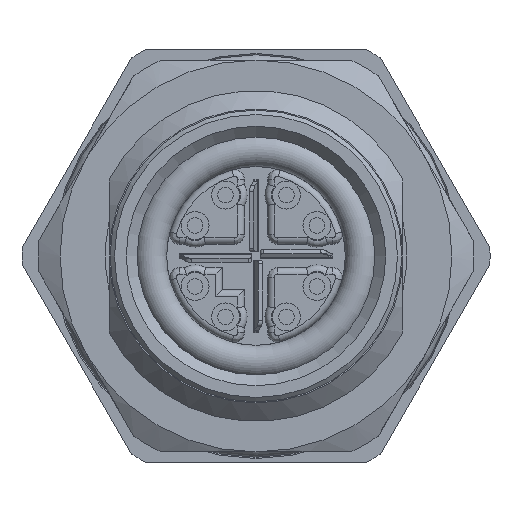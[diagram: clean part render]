
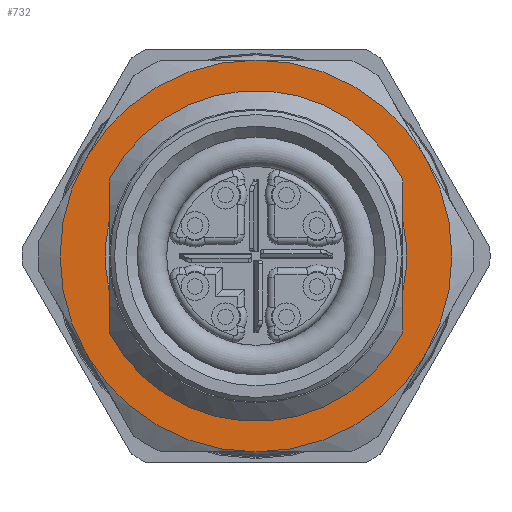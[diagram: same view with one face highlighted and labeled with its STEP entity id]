
A CAD part, front view. The second image highlights one B-rep face of the part: STEP entity #732.
In plain terms, the highlighted planar face has unit normal (0, -1, 0).
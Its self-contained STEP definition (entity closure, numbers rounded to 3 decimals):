
#732=ADVANCED_FACE('',(#1831,#1832),#933,.F.);
#933=PLANE('',#5609);
#1015=LINE('',#7578,#1388);
#1016=LINE('',#7588,#1389);
#1023=LINE('',#7602,#1396);
#1031=LINE('',#7618,#1404);
#1388=VECTOR('',#5905,1.);
#1389=VECTOR('',#5906,1.);
#1396=VECTOR('',#5915,1.);
#1404=VECTOR('',#5923,1.);
#1831=FACE_BOUND('',#2130,.T.);
#1832=FACE_BOUND('',#2131,.T.);
#2130=EDGE_LOOP('',(#3176,#3177,#3178,#3179,#3180,#3181,#3182,#3183));
#2131=EDGE_LOOP('',(#3184,#3185,#3186,#3187,#3188,#3189));
#3176=ORIENTED_EDGE('',*,*,#4265,.F.);
#3177=ORIENTED_EDGE('',*,*,#4253,.T.);
#3178=ORIENTED_EDGE('',*,*,#4280,.T.);
#3179=ORIENTED_EDGE('',*,*,#4685,.F.);
#3180=ORIENTED_EDGE('',*,*,#4272,.T.);
#3181=ORIENTED_EDGE('',*,*,#4257,.T.);
#3182=ORIENTED_EDGE('',*,*,#4262,.F.);
#3183=ORIENTED_EDGE('',*,*,#4686,.F.);
#3184=ORIENTED_EDGE('',*,*,#4687,.F.);
#3185=ORIENTED_EDGE('',*,*,#4688,.F.);
#3186=ORIENTED_EDGE('',*,*,#4689,.F.);
#3187=ORIENTED_EDGE('',*,*,#4690,.F.);
#3188=ORIENTED_EDGE('',*,*,#4691,.F.);
#3189=ORIENTED_EDGE('',*,*,#4692,.F.);
#3768=VERTEX_POINT('',#7558);
#3769=VERTEX_POINT('',#7559);
#3772=VERTEX_POINT('',#7567);
#3773=VERTEX_POINT('',#7568);
#3777=VERTEX_POINT('',#7577);
#3779=VERTEX_POINT('',#7589);
#3785=VERTEX_POINT('',#7603);
#3792=VERTEX_POINT('',#7617);
#4048=VERTEX_POINT('',#8972);
#4049=VERTEX_POINT('',#8973);
#4050=VERTEX_POINT('',#8975);
#4051=VERTEX_POINT('',#8977);
#4052=VERTEX_POINT('',#8979);
#4053=VERTEX_POINT('',#8981);
#4253=EDGE_CURVE('',#3768,#3769,#4951,.T.);
#4257=EDGE_CURVE('',#3772,#3773,#4953,.T.);
#4262=EDGE_CURVE('',#3777,#3773,#1015,.T.);
#4265=EDGE_CURVE('',#3768,#3779,#1016,.T.);
#4272=EDGE_CURVE('',#3785,#3772,#1023,.T.);
#4280=EDGE_CURVE('',#3769,#3792,#1031,.T.);
#4685=EDGE_CURVE('',#3785,#3792,#5123,.T.);
#4686=EDGE_CURVE('',#3779,#3777,#5124,.T.);
#4687=EDGE_CURVE('',#4048,#4049,#5125,.T.);
#4688=EDGE_CURVE('',#4050,#4048,#5126,.T.);
#4689=EDGE_CURVE('',#4051,#4050,#5127,.T.);
#4690=EDGE_CURVE('',#4052,#4051,#5128,.T.);
#4691=EDGE_CURVE('',#4053,#4052,#5129,.T.);
#4692=EDGE_CURVE('',#4049,#4053,#5130,.T.);
#4951=CIRCLE('',#5246,7.6);
#4953=CIRCLE('',#5249,7.6);
#5123=CIRCLE('',#5600,6.93);
#5124=CIRCLE('',#5602,6.93);
#5125=CIRCLE('',#5603,9.);
#5126=CIRCLE('',#5604,9.);
#5127=CIRCLE('',#5605,9.);
#5128=CIRCLE('',#5606,9.);
#5129=CIRCLE('',#5607,9.);
#5130=CIRCLE('',#5608,9.);
#5246=AXIS2_PLACEMENT_3D('',#7557,#5888,#5889);
#5249=AXIS2_PLACEMENT_3D('',#7566,#5896,#5897);
#5600=AXIS2_PLACEMENT_3D('',#8968,#6822,#6823);
#5602=AXIS2_PLACEMENT_3D('',#8970,#6826,#6827);
#5603=AXIS2_PLACEMENT_3D('',#8971,#6828,#6829);
#5604=AXIS2_PLACEMENT_3D('',#8974,#6830,#6831);
#5605=AXIS2_PLACEMENT_3D('',#8976,#6832,#6833);
#5606=AXIS2_PLACEMENT_3D('',#8978,#6834,#6835);
#5607=AXIS2_PLACEMENT_3D('',#8980,#6836,#6837);
#5608=AXIS2_PLACEMENT_3D('',#8982,#6838,#6839);
#5609=AXIS2_PLACEMENT_3D('',#8983,#6840,#6841);
#5888=DIRECTION('',(0.,1.,0.));
#5889=DIRECTION('',(0.,0.,-1.));
#5896=DIRECTION('',(0.,1.,0.));
#5897=DIRECTION('',(0.,0.,-1.));
#5905=DIRECTION('',(0.,0.,1.));
#5906=DIRECTION('',(0.,0.,1.));
#5915=DIRECTION('',(0.,0.,1.));
#5923=DIRECTION('',(0.,0.,1.));
#6822=DIRECTION('',(0.,-1.,0.));
#6823=DIRECTION('',(-1.,0.,0.));
#6826=DIRECTION('',(0.,-1.,0.));
#6827=DIRECTION('',(-1.,0.,0.));
#6828=DIRECTION('',(0.,1.,0.));
#6829=DIRECTION('',(0.,0.,-1.));
#6830=DIRECTION('',(0.,1.,0.));
#6831=DIRECTION('',(0.,0.,-1.));
#6832=DIRECTION('',(0.,1.,0.));
#6833=DIRECTION('',(0.,0.,-1.));
#6834=DIRECTION('',(0.,1.,0.));
#6835=DIRECTION('',(0.,0.,-1.));
#6836=DIRECTION('',(0.,1.,0.));
#6837=DIRECTION('',(0.,0.,-1.));
#6838=DIRECTION('',(0.,1.,0.));
#6839=DIRECTION('',(0.,0.,-1.));
#6840=DIRECTION('',(0.,1.,0.));
#6841=DIRECTION('',(0.,0.,-1.));
#7557=CARTESIAN_POINT('',(0.,4.5,0.));
#7558=CARTESIAN_POINT('',(6.75,4.5,-3.492));
#7559=CARTESIAN_POINT('',(-6.75,4.5,-3.492));
#7566=CARTESIAN_POINT('',(0.,4.5,0.));
#7567=CARTESIAN_POINT('',(-6.75,4.5,3.492));
#7568=CARTESIAN_POINT('',(6.75,4.5,3.492));
#7577=CARTESIAN_POINT('',(6.75,4.5,1.569));
#7578=CARTESIAN_POINT('',(6.75,4.5,5.));
#7588=CARTESIAN_POINT('',(6.75,4.5,5.));
#7589=CARTESIAN_POINT('',(6.75,4.5,-1.569));
#7602=CARTESIAN_POINT('',(-6.75,4.5,5.));
#7603=CARTESIAN_POINT('',(-6.75,4.5,1.569));
#7617=CARTESIAN_POINT('',(-6.75,4.5,-1.569));
#7618=CARTESIAN_POINT('',(-6.75,4.5,5.));
#8968=CARTESIAN_POINT('',(0.,4.5,0.));
#8970=CARTESIAN_POINT('',(0.,4.5,0.));
#8971=CARTESIAN_POINT('',(0.,4.5,0.));
#8972=CARTESIAN_POINT('',(0.,4.5,-9.));
#8973=CARTESIAN_POINT('',(-7.794,4.5,-4.5));
#8974=CARTESIAN_POINT('',(0.,4.5,0.));
#8975=CARTESIAN_POINT('',(7.794,4.5,-4.5));
#8976=CARTESIAN_POINT('',(0.,4.5,0.));
#8977=CARTESIAN_POINT('',(7.794,4.5,4.5));
#8978=CARTESIAN_POINT('',(0.,4.5,0.));
#8979=CARTESIAN_POINT('',(0.,4.5,9.));
#8980=CARTESIAN_POINT('',(0.,4.5,0.));
#8981=CARTESIAN_POINT('',(-7.794,4.5,4.5));
#8982=CARTESIAN_POINT('',(0.,4.5,0.));
#8983=CARTESIAN_POINT('',(0.,4.5,0.));
